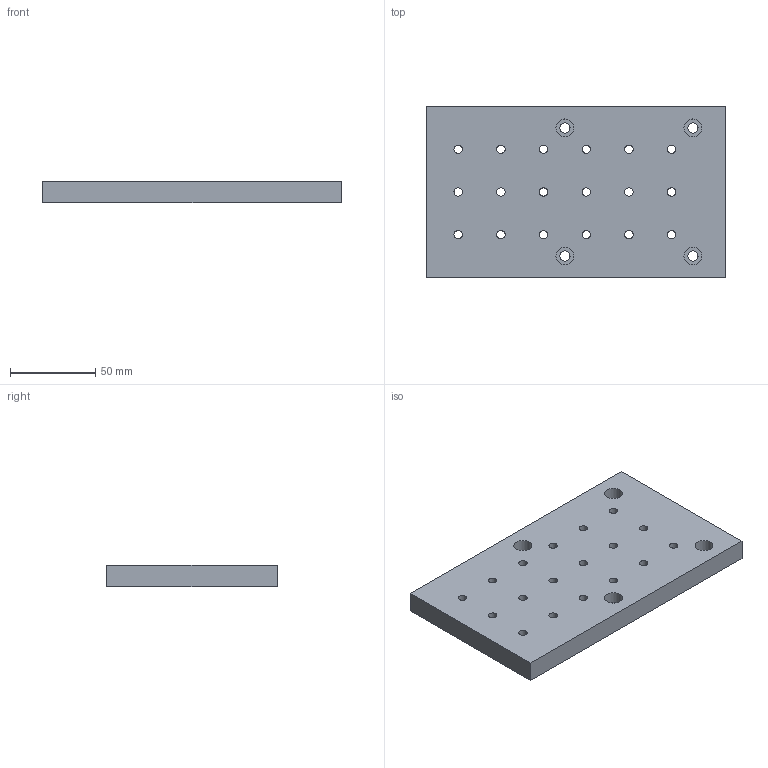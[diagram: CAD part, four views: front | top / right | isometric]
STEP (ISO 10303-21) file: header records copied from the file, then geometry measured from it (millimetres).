
FILE_DESCRIPTION(/* description */ (''),/* implementation_level */ '2;1');
FILE_NAME(/* name */ 'M605-to-X95-adapter-V1.stp',/* time_stamp */ '2019-01-28T14:28:07+01:00',/* author */ ('voigt'),/* organization */ (''),/* preprocessor_version */ 'ST-DEVELOPER v16.1',/* originating_system */ 'Autodesk Inventor 2016',/* authorisation */ '');
FILE_SCHEMA (('AUTOMOTIVE_DESIGN { 1 0 10303 214 3 1 1 }'));
Length unit declared in the file: millimetre
Products named in the file (1): M605-to-X95-adapter-V1
Bounding box: 175 x 100 x 12.5 mm (x, y, z)
Volume: 211431 mm3; surface area: 45779.2 mm2
Topology: 1 solids, 1 shells, 36 faces, 108 edges, 78 vertices
Faces by surface type: cylinder 26, plane 10
Full cylindrical faces by diameter (mm): 4.917 x18, 6 x4, 10.5 x4
Entity records: 1088 total; most frequent: DIRECTION 190, CARTESIAN_POINT 161, ORIENTED_EDGE 128, EDGE_LOOP 110, AXIS2_PLACEMENT_3D 89, FACE_BOUND 74, EDGE_CURVE 64, VERTEX_POINT 60
